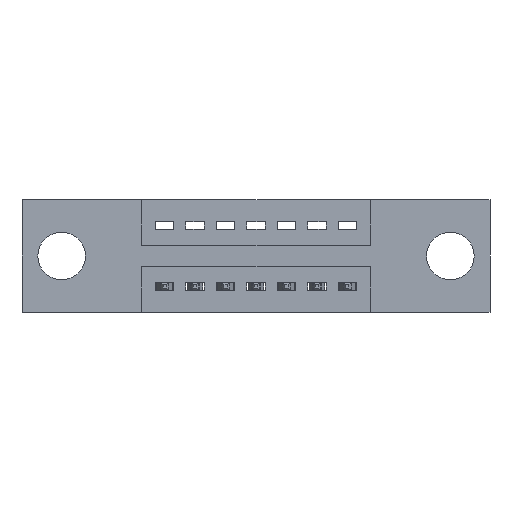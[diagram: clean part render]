
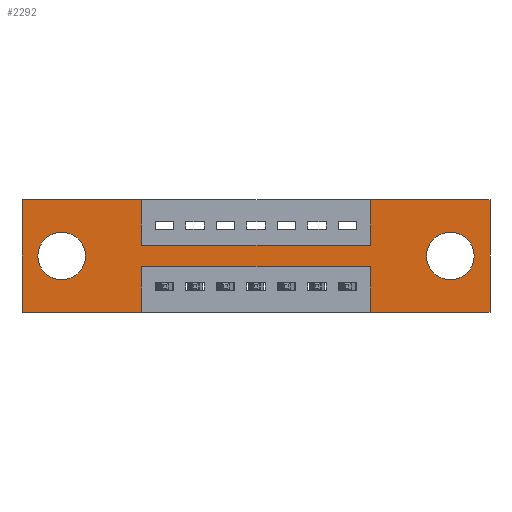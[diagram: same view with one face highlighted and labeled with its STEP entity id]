
A CAD part, front view. The second image highlights one B-rep face of the part: STEP entity #2292.
In plain terms, the highlighted planar face has unit normal (0, -1, 0).
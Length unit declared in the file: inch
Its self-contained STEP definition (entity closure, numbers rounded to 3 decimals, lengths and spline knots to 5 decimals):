
#27 = VERTEX_POINT ( 'NONE', #9359 ) ;
#148 = DIRECTION ( 'NONE',  ( 0., 1., 0. ) ) ;
#300 = LINE ( 'NONE', #4129, #8122 ) ;
#310 = CARTESIAN_POINT ( 'NONE',  ( 1.405, 0., -0.107 ) ) ;
#424 = LINE ( 'NONE', #6252, #4026 ) ;
#435 = CARTESIAN_POINT ( 'NONE',  ( 1.1425, 0., -0.37 ) ) ;
#610 = ORIENTED_EDGE ( 'NONE', *, *, #980, .F. ) ;
#627 = ORIENTED_EDGE ( 'NONE', *, *, #3078, .F. ) ;
#660 = CIRCLE ( 'NONE', #4639, 0.078 ) ;
#766 = VERTEX_POINT ( 'NONE', #4363 ) ;
#798 = FACE_BOUND ( 'NONE', #8794, .T. ) ;
#842 = CARTESIAN_POINT ( 'NONE',  ( 0.3925, 0., 0. ) ) ;
#856 = EDGE_CURVE ( 'NONE', #4311, #3619, #6341, .T. ) ;
#915 = EDGE_CURVE ( 'NONE', #2154, #7623, #300, .T. ) ;
#957 = ORIENTED_EDGE ( 'NONE', *, *, #3264, .T. ) ;
#980 = EDGE_CURVE ( 'NONE', #9545, #8518, #9975, .T. ) ;
#1025 = EDGE_CURVE ( 'NONE', #6473, #3983, #424, .T. ) ;
#1155 = LINE ( 'NONE', #8561, #9003 ) ;
#1285 = DIRECTION ( 'NONE',  ( 0., 1., 0. ) ) ;
#1377 = ORIENTED_EDGE ( 'NONE', *, *, #1025, .F. ) ;
#1444 = CARTESIAN_POINT ( 'NONE',  ( 0., 0., -0.37 ) ) ;
#1547 = CARTESIAN_POINT ( 'NONE',  ( 0.13, 0., -0.185 ) ) ;
#1573 = PLANE ( 'NONE',  #9444 ) ;
#1716 = DIRECTION ( 'NONE',  ( 0., 1., 0. ) ) ;
#1773 = EDGE_CURVE ( 'NONE', #766, #9826, #660, .T. ) ;
#1796 = VECTOR ( 'NONE', #4009, 39.37008 ) ;
#1853 = ORIENTED_EDGE ( 'NONE', *, *, #4826, .F. ) ;
#1864 = EDGE_CURVE ( 'NONE', #9826, #766, #5483, .T. ) ;
#1993 = FACE_BOUND ( 'NONE', #8003, .T. ) ;
#2045 = EDGE_LOOP ( 'NONE', ( #6839, #627, #5249, #5699, #7358, #9363, #1377, #8816, #610, #1853, #8734, #4622 ) ) ;
#2154 = VERTEX_POINT ( 'NONE', #6626 ) ;
#2229 = VERTEX_POINT ( 'NONE', #9901 ) ;
#2292 = ADVANCED_FACE ( 'NONE', ( #1993, #798, #8735 ), #1573, .T. ) ;
#2359 = VERTEX_POINT ( 'NONE', #7785 ) ;
#2505 = CARTESIAN_POINT ( 'NONE',  ( 0.13, 0., -0.185 ) ) ;
#2644 = DIRECTION ( 'NONE',  ( -1., 0., 0. ) ) ;
#2740 = LINE ( 'NONE', #9643, #6594 ) ;
#3078 = EDGE_CURVE ( 'NONE', #2359, #2154, #4441, .T. ) ;
#3090 = VECTOR ( 'NONE', #4516, 39.37008 ) ;
#3216 = VECTOR ( 'NONE', #6156, 39.37008 ) ;
#3264 = EDGE_CURVE ( 'NONE', #7109, #4829, #8194, .T. ) ;
#3291 = AXIS2_PLACEMENT_3D ( 'NONE', #8554, #9280, #4656 ) ;
#3498 = CARTESIAN_POINT ( 'NONE',  ( 1.1425, 0., -0.37 ) ) ;
#3528 = ORIENTED_EDGE ( 'NONE', *, *, #4283, .T. ) ;
#3619 = VERTEX_POINT ( 'NONE', #435 ) ;
#3847 = CARTESIAN_POINT ( 'NONE',  ( 0.3925, 0., -0.37 ) ) ;
#3913 = VECTOR ( 'NONE', #7439, 39.37008 ) ;
#3948 = DIRECTION ( 'NONE',  ( 0., 0., 1. ) ) ;
#3983 = VERTEX_POINT ( 'NONE', #6277 ) ;
#3990 = DIRECTION ( 'NONE',  ( 0., 0., -1. ) ) ;
#4009 = DIRECTION ( 'NONE',  ( 1., 0., 0. ) ) ;
#4026 = VECTOR ( 'NONE', #7732, 39.37008 ) ;
#4129 = CARTESIAN_POINT ( 'NONE',  ( 0.3925, 0., -0.37 ) ) ;
#4221 = EDGE_CURVE ( 'NONE', #7623, #2229, #2740, .T. ) ;
#4258 = CARTESIAN_POINT ( 'NONE',  ( 0.3925, 0., -0.22 ) ) ;
#4259 = CARTESIAN_POINT ( 'NONE',  ( 0.13, 0., -0.107 ) ) ;
#4280 = CARTESIAN_POINT ( 'NONE',  ( 1.535, 0., 0. ) ) ;
#4283 = EDGE_CURVE ( 'NONE', #4829, #7109, #9299, .T. ) ;
#4311 = VERTEX_POINT ( 'NONE', #8278 ) ;
#4363 = CARTESIAN_POINT ( 'NONE',  ( 0.13, 0., -0.263 ) ) ;
#4441 = LINE ( 'NONE', #4258, #7845 ) ;
#4516 = DIRECTION ( 'NONE',  ( -1., 0., 0. ) ) ;
#4603 = DIRECTION ( 'NONE',  ( 0., -1., 0. ) ) ;
#4622 = ORIENTED_EDGE ( 'NONE', *, *, #4221, .F. ) ;
#4639 = AXIS2_PLACEMENT_3D ( 'NONE', #1547, #148, #9403 ) ;
#4656 = DIRECTION ( 'NONE',  ( 0., 0., -1. ) ) ;
#4707 = DIRECTION ( 'NONE',  ( 1., 0., 0. ) ) ;
#4762 = CARTESIAN_POINT ( 'NONE',  ( 0.3925, 0., 0. ) ) ;
#4826 = EDGE_CURVE ( 'NONE', #7024, #9545, #7925, .T. ) ;
#4829 = VERTEX_POINT ( 'NONE', #9429 ) ;
#4915 = CARTESIAN_POINT ( 'NONE',  ( 0., 0., 0. ) ) ;
#4980 = LINE ( 'NONE', #7549, #5375 ) ;
#5032 = EDGE_CURVE ( 'NONE', #27, #4311, #7561, .T. ) ;
#5243 = CARTESIAN_POINT ( 'NONE',  ( 0.3925, 0., -0.15 ) ) ;
#5249 = ORIENTED_EDGE ( 'NONE', *, *, #9196, .F. ) ;
#5371 = DIRECTION ( 'NONE',  ( 0., 0., -1. ) ) ;
#5375 = VECTOR ( 'NONE', #4707, 39.37008 ) ;
#5483 = CIRCLE ( 'NONE', #8255, 0.078 ) ;
#5519 = LINE ( 'NONE', #9988, #3216 ) ;
#5699 = ORIENTED_EDGE ( 'NONE', *, *, #856, .F. ) ;
#5790 = DIRECTION ( 'NONE',  ( 0., 0., -1. ) ) ;
#5823 = LINE ( 'NONE', #3498, #3913 ) ;
#5905 = EDGE_CURVE ( 'NONE', #8518, #6473, #5519, .T. ) ;
#5917 = CARTESIAN_POINT ( 'NONE',  ( 1.405, 0., -0.185 ) ) ;
#5987 = EDGE_CURVE ( 'NONE', #2229, #7024, #1155, .T. ) ;
#6156 = DIRECTION ( 'NONE',  ( 1., 0., 0. ) ) ;
#6234 = CARTESIAN_POINT ( 'NONE',  ( 0., 0., -0.37 ) ) ;
#6252 = CARTESIAN_POINT ( 'NONE',  ( 1.1425, 0., 0. ) ) ;
#6277 = CARTESIAN_POINT ( 'NONE',  ( 1.1425, 0., 0. ) ) ;
#6341 = LINE ( 'NONE', #1444, #3090 ) ;
#6473 = VERTEX_POINT ( 'NONE', #6620 ) ;
#6594 = VECTOR ( 'NONE', #2644, 39.37008 ) ;
#6620 = CARTESIAN_POINT ( 'NONE',  ( 1.1425, 0., -0.15 ) ) ;
#6626 = CARTESIAN_POINT ( 'NONE',  ( 0.3925, 0., -0.22 ) ) ;
#6642 = DIRECTION ( 'NONE',  ( -1., 0., 0. ) ) ;
#6839 = ORIENTED_EDGE ( 'NONE', *, *, #915, .F. ) ;
#7007 = ORIENTED_EDGE ( 'NONE', *, *, #1864, .T. ) ;
#7024 = VERTEX_POINT ( 'NONE', #4915 ) ;
#7090 = DIRECTION ( 'NONE',  ( 0., 0., -1. ) ) ;
#7109 = VERTEX_POINT ( 'NONE', #310 ) ;
#7358 = ORIENTED_EDGE ( 'NONE', *, *, #5032, .F. ) ;
#7401 = VECTOR ( 'NONE', #7090, 39.37008 ) ;
#7439 = DIRECTION ( 'NONE',  ( 0., 0., 1. ) ) ;
#7504 = DIRECTION ( 'NONE',  ( 0., 0., -1. ) ) ;
#7549 = CARTESIAN_POINT ( 'NONE',  ( 0., 0., 0. ) ) ;
#7561 = LINE ( 'NONE', #4280, #8414 ) ;
#7571 = AXIS2_PLACEMENT_3D ( 'NONE', #5917, #1285, #7504 ) ;
#7623 = VERTEX_POINT ( 'NONE', #3847 ) ;
#7732 = DIRECTION ( 'NONE',  ( 0., 0., 1. ) ) ;
#7785 = CARTESIAN_POINT ( 'NONE',  ( 1.1425, 0., -0.22 ) ) ;
#7845 = VECTOR ( 'NONE', #6642, 39.37008 ) ;
#7925 = LINE ( 'NONE', #9378, #1796 ) ;
#8003 = EDGE_LOOP ( 'NONE', ( #957, #3528 ) ) ;
#8122 = VECTOR ( 'NONE', #3990, 39.37008 ) ;
#8194 = CIRCLE ( 'NONE', #3291, 0.078 ) ;
#8255 = AXIS2_PLACEMENT_3D ( 'NONE', #2505, #1716, #3948 ) ;
#8278 = CARTESIAN_POINT ( 'NONE',  ( 1.535, 0., -0.37 ) ) ;
#8414 = VECTOR ( 'NONE', #5790, 39.37008 ) ;
#8518 = VERTEX_POINT ( 'NONE', #5243 ) ;
#8554 = CARTESIAN_POINT ( 'NONE',  ( 1.405, 0., -0.185 ) ) ;
#8561 = CARTESIAN_POINT ( 'NONE',  ( 0., 0., 0. ) ) ;
#8732 = EDGE_CURVE ( 'NONE', #3983, #27, #4980, .T. ) ;
#8734 = ORIENTED_EDGE ( 'NONE', *, *, #5987, .F. ) ;
#8735 = FACE_OUTER_BOUND ( 'NONE', #2045, .T. ) ;
#8794 = EDGE_LOOP ( 'NONE', ( #7007, #9889 ) ) ;
#8816 = ORIENTED_EDGE ( 'NONE', *, *, #5905, .F. ) ;
#9003 = VECTOR ( 'NONE', #9250, 39.37008 ) ;
#9196 = EDGE_CURVE ( 'NONE', #3619, #2359, #5823, .T. ) ;
#9250 = DIRECTION ( 'NONE',  ( 0., 0., 1. ) ) ;
#9280 = DIRECTION ( 'NONE',  ( 0., 1., 0. ) ) ;
#9299 = CIRCLE ( 'NONE', #7571, 0.078 ) ;
#9359 = CARTESIAN_POINT ( 'NONE',  ( 1.535, 0., 0. ) ) ;
#9363 = ORIENTED_EDGE ( 'NONE', *, *, #8732, .F. ) ;
#9378 = CARTESIAN_POINT ( 'NONE',  ( 0., 0., 0. ) ) ;
#9403 = DIRECTION ( 'NONE',  ( 0., 0., 1. ) ) ;
#9429 = CARTESIAN_POINT ( 'NONE',  ( 1.405, 0., -0.263 ) ) ;
#9444 = AXIS2_PLACEMENT_3D ( 'NONE', #6234, #4603, #5371 ) ;
#9545 = VERTEX_POINT ( 'NONE', #4762 ) ;
#9643 = CARTESIAN_POINT ( 'NONE',  ( 0., 0., -0.37 ) ) ;
#9826 = VERTEX_POINT ( 'NONE', #4259 ) ;
#9889 = ORIENTED_EDGE ( 'NONE', *, *, #1773, .T. ) ;
#9901 = CARTESIAN_POINT ( 'NONE',  ( 0., 0., -0.37 ) ) ;
#9975 = LINE ( 'NONE', #842, #7401 ) ;
#9988 = CARTESIAN_POINT ( 'NONE',  ( 0.3925, 0., -0.15 ) ) ;
